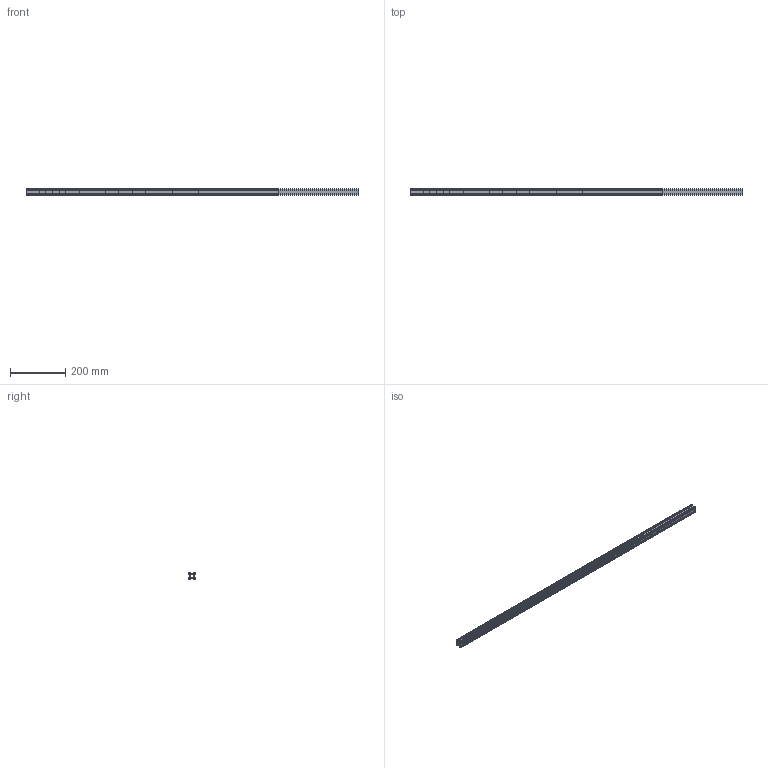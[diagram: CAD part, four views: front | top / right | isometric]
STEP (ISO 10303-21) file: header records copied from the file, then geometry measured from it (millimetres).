
FILE_DESCRIPTION( ( '' ), ' ' );
FILE_NAME( '5a2ac5e972ac810ef6302cc2.step', '2017-12-08T17:03:38', ( '' ), ( '' ), ' ', ' ', ' ' );
FILE_SCHEMA( ( 'AUTOMOTIVE_DESIGN { 1 0 10303 214 1 1 1 1 }' ) );
Length unit declared in the file: metre
Products named in the file (14): 1109-0024-1200; 1109-0024-0912; 1109-0024-0624; 1109-0024-0528; 1109-0024-0432; 1109-0024-0384; 1109-0024-0336; 1109-0024-0288; 1109-0024-0192; 1109-0024-0144; 1109-0024-0120; 1109-0024-0096; 1109-0024-0072; 1109-0024-0048
Bounding box: 1200 x 24 x 24 mm (x, y, z)
Surface area: 1266893.8 mm2
Topology: 14 solids, 14 shells, 1428 faces, 4200 edges, 2800 vertices
Faces by surface type: plane 1092, cylinder 336
Full cylindrical faces by diameter (mm): 3.4 x56
Entity records: 58726 total; most frequent: CARTESIAN_POINT 8386, ORIENTED_EDGE 8288, DIRECTION 7700, EDGE_CURVE 4144, LINE 3472, VECTOR 3472, VERTEX_POINT 2800, AXIS2_PLACEMENT_3D 2114
